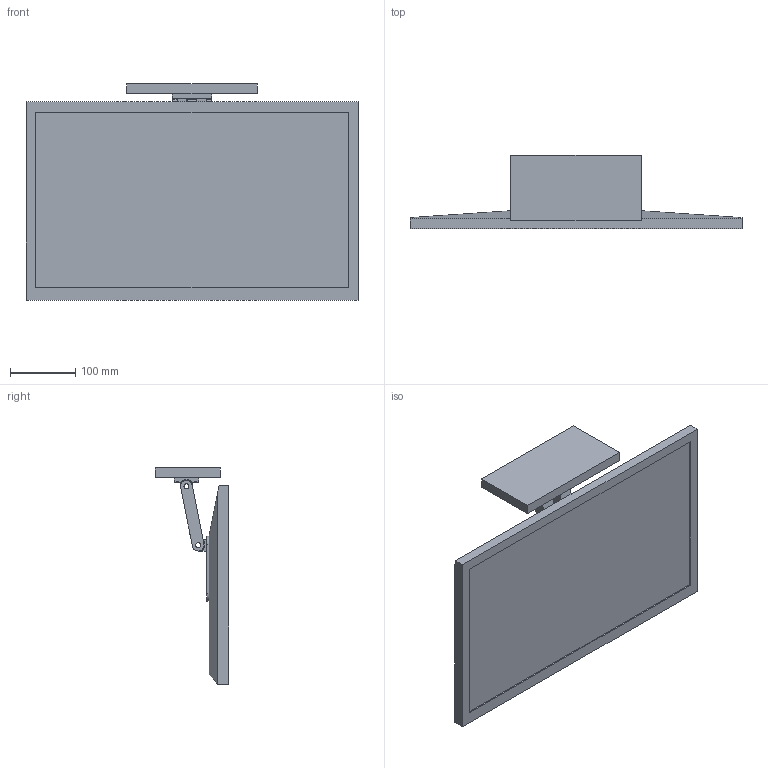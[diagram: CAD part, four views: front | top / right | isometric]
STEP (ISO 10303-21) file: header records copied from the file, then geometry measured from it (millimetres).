
FILE_DESCRIPTION(/* description */ (''),/* implementation_level */ '2;1');
FILE_NAME(/* name */ 'Monitor Shelf bracket.step',/* time_stamp */ '2025-10-13T15:51:02-05:00',/* author */ (''),/* organization */ (''),/* preprocessor_version */ 'ST-DEVELOPER v20.1',/* originating_system */ 'Autodesk Translation Framework v14.17.0.0',/* authorisation */ '');
FILE_SCHEMA (('AUTOMOTIVE_DESIGN { 1 0 10303 214 3 1 1 }'));
Length unit declared in the file: millimetre
Products named in the file (6): Monitor shelf bracket; Monitor back; Monitor Mount; Under Bracket; Arm; Shelf
Assembly tree (5 placements, depth 3):
  Monitor shelf bracket
    Monitor back
    Monitor Mount
      Under Bracket
      Arm
    Shelf
Bounding box: 510 x 113 x 332.3 mm (x, y, z)
Volume: 3932651.3 mm3; surface area: 447180 mm2
Topology: 5 solids, 5 shells, 152 faces, 402 edges, 266 vertices
Faces by surface type: plane 104, cylinder 44, cone 4
Full cylindrical faces by diameter (mm): 3.332 x8, 4 x4, 7.62 x10, 12 x1
Entity records: 4937 total; most frequent: CARTESIAN_POINT 827, DIRECTION 812, ORIENTED_EDGE 796, EDGE_CURVE 398, LINE 310, VECTOR 310, VERTEX_POINT 266, AXIS2_PLACEMENT_3D 251
